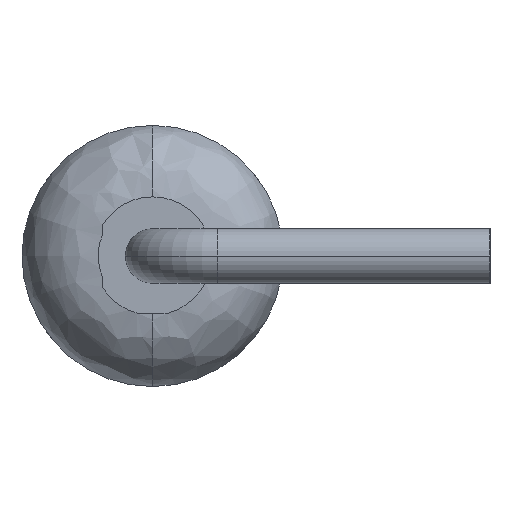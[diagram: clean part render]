
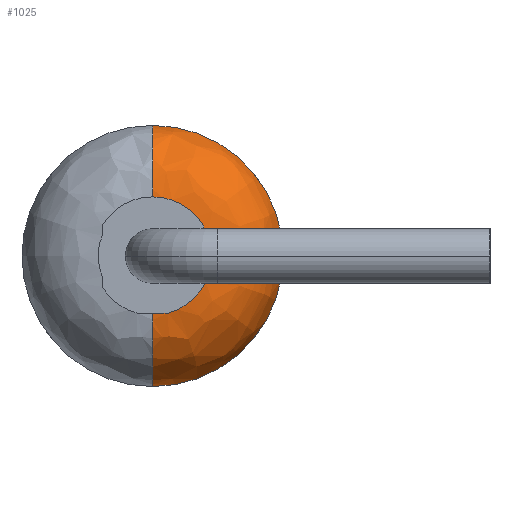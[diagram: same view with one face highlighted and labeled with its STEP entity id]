
A CAD part, left-side view. The second image highlights one B-rep face of the part: STEP entity #1025.
In plain terms, the highlighted free-form (B-spline) face has degree [6, 3] with [7, 4] control points.
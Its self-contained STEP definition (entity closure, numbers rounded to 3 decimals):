
#12 = CARTESIAN_POINT ( 'NONE',  ( 2.48, 2.9, 1.2 ) ) ;
#39 = DIRECTION ( 'NONE',  ( 0., 0., 1. ) ) ;
#52 = EDGE_CURVE ( 'NONE', #1667, #2087, #110, .T. ) ;
#70 = ORIENTED_EDGE ( 'NONE', *, *, #2098, .F. ) ;
#100 = VERTEX_POINT ( 'NONE', #960 ) ;
#110 = B_SPLINE_CURVE_WITH_KNOTS ( 'NONE', 6,
 ( #12, #204, #1379, #1768, #601, #1581, #1388 ),
 .UNSPECIFIED., .F., .F.,
 ( 7, 7 ),
 ( 0.122, 1.539 ),
 .UNSPECIFIED. ) ;
#124 = CARTESIAN_POINT ( 'NONE',  ( 1.926, 1.2, 0.85 ) ) ;
#133 = CARTESIAN_POINT ( 'NONE',  ( 1.926, 2.9, 0.85 ) ) ;
#141 = B_SPLINE_CURVE_WITH_KNOTS ( 'NONE', 6,
 ( #631, #623, #2003, #1412, #2353, #442, #1810 ),
 .UNSPECIFIED., .F., .F.,
 ( 7, 7 ),
 ( 0.122, 1.567 ),
 .UNSPECIFIED. ) ;
#150 = CARTESIAN_POINT ( 'NONE',  ( 1.926, 1.2, -0.85 ) ) ;
#202 = CIRCLE ( 'NONE', #602, 1.2 ) ;
#204 = CARTESIAN_POINT ( 'NONE',  ( 2.32, 2.9, 1.18 ) ) ;
#229 = ORIENTED_EDGE ( 'NONE', *, *, #295, .F. ) ;
#247 = CARTESIAN_POINT ( 'NONE',  ( 1.88, 2.805, -0.524 ) ) ;
#295 = EDGE_CURVE ( 'NONE', #100, #1018, #141, .T. ) ;
#307 = DIRECTION ( 'NONE',  ( 0., 0., -1. ) ) ;
#344 = CARTESIAN_POINT ( 'NONE',  ( 2.157, 2.9, -1.112 ) ) ;
#377 = CARTESIAN_POINT ( 'NONE',  ( 1.88, 2.758, -0.524 ) ) ;
#410 = B_SPLINE_CURVE_WITH_KNOTS ( 'NONE', 3,
 ( #2187, #815, #247, #608 ),
 .UNSPECIFIED., .F., .F.,
 ( 4, 4 ),
 ( 0.5, 1. ),
 .UNSPECIFIED. ) ;
#442 = CARTESIAN_POINT ( 'NONE',  ( 1.88, 2.9, -0.689 ) ) ;
#539 = CARTESIAN_POINT ( 'NONE',  ( 1.88, 1.863, 0.519 ) ) ;
#551 = CARTESIAN_POINT ( 'NONE',  ( 1.879, 1.532, 0.684 ) ) ;
#589 = VERTEX_POINT ( 'NONE', #377 ) ;
#601 = CARTESIAN_POINT ( 'NONE',  ( 1.936, 2.9, 0.865 ) ) ;
#602 = AXIS2_PLACEMENT_3D ( 'NONE', #1406, #1806, #39 ) ;
#608 = CARTESIAN_POINT ( 'NONE',  ( 1.88, 2.758, -0.524 ) ) ;
#623 = CARTESIAN_POINT ( 'NONE',  ( 2.317, 2.9, -1.18 ) ) ;
#631 = CARTESIAN_POINT ( 'NONE',  ( 2.48, 2.9, -1.2 ) ) ;
#694 = CARTESIAN_POINT ( 'NONE',  ( 2.48, 2.9, 1.2 ) ) ;
#738 = CARTESIAN_POINT ( 'NONE',  ( 2.316, 0.54, -1.18 ) ) ;
#815 = CARTESIAN_POINT ( 'NONE',  ( 1.88, 2.853, -0.524 ) ) ;
#851 = CARTESIAN_POINT ( 'NONE',  ( 2.48, 2.9, 1.2 ) ) ;
#911 = CARTESIAN_POINT ( 'NONE',  ( 1.88, 2.9, 0. ) ) ;
#921 = CARTESIAN_POINT ( 'NONE',  ( 1.879, 2.9, 0.684 ) ) ;
#937 = CARTESIAN_POINT ( 'NONE',  ( 2.022, 0.903, -0.998 ) ) ;
#960 = CARTESIAN_POINT ( 'NONE',  ( 2.48, 2.9, -1.2 ) ) ;
#990 = ORIENTED_EDGE ( 'NONE', *, *, #52, .T. ) ;
#1018 = VERTEX_POINT ( 'NONE', #2226 ) ;
#1025 = ADVANCED_FACE ( 'NONE', ( #1141 ), #1687, .T. ) ;
#1081 = CARTESIAN_POINT ( 'NONE',  ( 2.48, 0.5, 1.2 ) ) ;
#1117 = CARTESIAN_POINT ( 'NONE',  ( 1.879, 1.532, -0.684 ) ) ;
#1136 = CARTESIAN_POINT ( 'NONE',  ( 2.157, 0.676, 1.112 ) ) ;
#1141 = FACE_OUTER_BOUND ( 'NONE', #1760, .T. ) ;
#1142 = CARTESIAN_POINT ( 'NONE',  ( 2.022, 2.9, 0.998 ) ) ;
#1149 = CARTESIAN_POINT ( 'NONE',  ( 1.88, 2.9, -0.519 ) ) ;
#1183 = EDGE_CURVE ( 'NONE', #1018, #589, #410, .T. ) ;
#1249 = CIRCLE ( 'NONE', #2072, 0.543 ) ;
#1303 = CARTESIAN_POINT ( 'NONE',  ( 1.879, 2.9, -0.684 ) ) ;
#1314 = CARTESIAN_POINT ( 'NONE',  ( 2.316, 0.54, 1.18 ) ) ;
#1330 = CARTESIAN_POINT ( 'NONE',  ( 2.316, 2.9, -1.18 ) ) ;
#1379 = CARTESIAN_POINT ( 'NONE',  ( 2.165, 2.9, 1.115 ) ) ;
#1388 = CARTESIAN_POINT ( 'NONE',  ( 1.88, 2.9, 0.543 ) ) ;
#1398 = EDGE_CURVE ( 'NONE', #589, #2087, #1249, .T. ) ;
#1406 = CARTESIAN_POINT ( 'NONE',  ( 2.48, 2.9, 0. ) ) ;
#1412 = CARTESIAN_POINT ( 'NONE',  ( 2.024, 2.9, -1. ) ) ;
#1519 = CARTESIAN_POINT ( 'NONE',  ( 2.157, 2.9, 1.112 ) ) ;
#1527 = CARTESIAN_POINT ( 'NONE',  ( 1.88, 2.9, 0.519 ) ) ;
#1581 = CARTESIAN_POINT ( 'NONE',  ( 1.885, 2.9, 0.705 ) ) ;
#1667 = VERTEX_POINT ( 'NONE', #851 ) ;
#1687 =( BOUNDED_SURFACE ( )  B_SPLINE_SURFACE ( 6, 3, ( 
 ( #694, #1081, #1873, #2448 ),
 ( #2248, #1314, #738, #1330 ),
 ( #1519, #1136, #2281, #344 ),
 ( #1142, #2107, #937, #1701 ),
 ( #133, #124, #150, #1903 ),
 ( #921, #551, #1117, #1303 ),
 ( #1527, #539, #2288, #1149 ) ),
 .UNSPECIFIED., .F., .F., .F. ) 
 B_SPLINE_SURFACE_WITH_KNOTS ( ( 7, 7 ),
 ( 4, 4 ),
 ( 0.122, 1.575 ),
 ( 0., 1. ),
 .UNSPECIFIED. ) 
 GEOMETRIC_REPRESENTATION_ITEM ( )  RATIONAL_B_SPLINE_SURFACE ( (
 ( 1., 0.333, 0.333, 1.),
 ( 1., 0.333, 0.333, 1.),
 ( 1., 0.333, 0.333, 1.),
 ( 1., 0.333, 0.333, 1.),
 ( 1., 0.333, 0.333, 1.),
 ( 1., 0.333, 0.333, 1.),
 ( 1., 0.333, 0.333, 1.) ) ) 
 REPRESENTATION_ITEM ( '' )  SURFACE ( )  );
#1701 = CARTESIAN_POINT ( 'NONE',  ( 2.022, 2.9, -0.998 ) ) ;
#1760 = EDGE_LOOP ( 'NONE', ( #229, #70, #990, #1948, #1844 ) ) ;
#1768 = CARTESIAN_POINT ( 'NONE',  ( 2.032, 2.9, 1.007 ) ) ;
#1806 = DIRECTION ( 'NONE',  ( 1., 0., 0. ) ) ;
#1810 = CARTESIAN_POINT ( 'NONE',  ( 1.88, 2.9, -0.524 ) ) ;
#1844 = ORIENTED_EDGE ( 'NONE', *, *, #1183, .F. ) ;
#1873 = CARTESIAN_POINT ( 'NONE',  ( 2.48, 0.5, -1.2 ) ) ;
#1903 = CARTESIAN_POINT ( 'NONE',  ( 1.926, 2.9, -0.85 ) ) ;
#1948 = ORIENTED_EDGE ( 'NONE', *, *, #1398, .F. ) ;
#2003 = CARTESIAN_POINT ( 'NONE',  ( 2.159, 2.9, -1.113 ) ) ;
#2067 = DIRECTION ( 'NONE',  ( -1., 0., 0. ) ) ;
#2072 = AXIS2_PLACEMENT_3D ( 'NONE', #911, #2067, #307 ) ;
#2087 = VERTEX_POINT ( 'NONE', #2398 ) ;
#2098 = EDGE_CURVE ( 'NONE', #1667, #100, #202, .T. ) ;
#2107 = CARTESIAN_POINT ( 'NONE',  ( 2.022, 0.903, 0.998 ) ) ;
#2187 = CARTESIAN_POINT ( 'NONE',  ( 1.88, 2.9, -0.524 ) ) ;
#2226 = CARTESIAN_POINT ( 'NONE',  ( 1.88, 2.9, -0.524 ) ) ;
#2248 = CARTESIAN_POINT ( 'NONE',  ( 2.316, 2.9, 1.18 ) ) ;
#2281 = CARTESIAN_POINT ( 'NONE',  ( 2.157, 0.676, -1.112 ) ) ;
#2288 = CARTESIAN_POINT ( 'NONE',  ( 1.88, 1.863, -0.519 ) ) ;
#2353 = CARTESIAN_POINT ( 'NONE',  ( 1.929, 2.9, -0.853 ) ) ;
#2398 = CARTESIAN_POINT ( 'NONE',  ( 1.88, 2.9, 0.543 ) ) ;
#2448 = CARTESIAN_POINT ( 'NONE',  ( 2.48, 2.9, -1.2 ) ) ;
